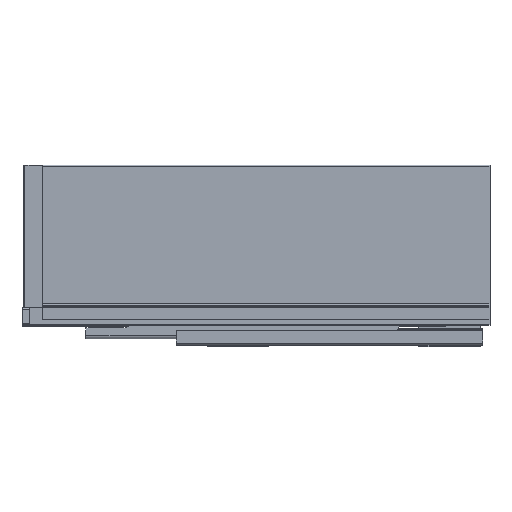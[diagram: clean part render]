
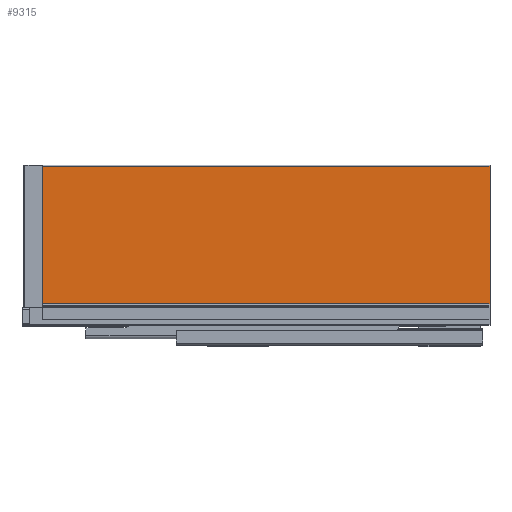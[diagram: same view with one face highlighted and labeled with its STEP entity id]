
A CAD part, top view. The second image highlights one B-rep face of the part: STEP entity #9315.
In plain terms, the highlighted planar face has unit normal (0, 0, 1).
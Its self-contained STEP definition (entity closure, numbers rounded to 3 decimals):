
#45 = EDGE_CURVE ( 'NONE', #949, #9396, #2444, .T. ) ;
#355 = DIRECTION ( 'NONE',  ( 0., 0., 1. ) ) ;
#776 = CARTESIAN_POINT ( 'NONE',  ( 0., 167., 14. ) ) ;
#949 = VERTEX_POINT ( 'NONE', #4275 ) ;
#1088 = FACE_OUTER_BOUND ( 'NONE', #1901, .T. ) ;
#1279 = CARTESIAN_POINT ( 'NONE',  ( -475.5, 20.5, 14. ) ) ;
#1341 = CARTESIAN_POINT ( 'NONE',  ( -475.5, 167., 14. ) ) ;
#1367 = AXIS2_PLACEMENT_3D ( 'NONE', #7062, #355, #3239 ) ;
#1402 = VECTOR ( 'NONE', #3774, 1000. ) ;
#1901 = EDGE_LOOP ( 'NONE', ( #4862, #4950, #7264, #1907 ) ) ;
#1907 = ORIENTED_EDGE ( 'NONE', *, *, #45, .F. ) ;
#1989 = LINE ( 'NONE', #2046, #5266 ) ;
#2046 = CARTESIAN_POINT ( 'NONE',  ( 0., 20.5, 14. ) ) ;
#2444 = LINE ( 'NONE', #776, #6993 ) ;
#2452 = PLANE ( 'NONE',  #1367 ) ;
#2756 = CARTESIAN_POINT ( 'NONE',  ( 0., 20.5, 14. ) ) ;
#2908 = LINE ( 'NONE', #7496, #1402 ) ;
#3239 = DIRECTION ( 'NONE',  ( 0., -1., 0. ) ) ;
#3260 = VECTOR ( 'NONE', #3296, 1000. ) ;
#3296 = DIRECTION ( 'NONE',  ( 0., -1., 0. ) ) ;
#3351 = LINE ( 'NONE', #9364, #3260 ) ;
#3774 = DIRECTION ( 'NONE',  ( 1., 0., 0. ) ) ;
#4275 = CARTESIAN_POINT ( 'NONE',  ( 0., 167., 14. ) ) ;
#4624 = EDGE_CURVE ( 'NONE', #8108, #9396, #1989, .T. ) ;
#4862 = ORIENTED_EDGE ( 'NONE', *, *, #9108, .F. ) ;
#4950 = ORIENTED_EDGE ( 'NONE', *, *, #4992, .T. ) ;
#4992 = EDGE_CURVE ( 'NONE', #7344, #8108, #3351, .T. ) ;
#5266 = VECTOR ( 'NONE', #5609, 1000. ) ;
#5609 = DIRECTION ( 'NONE',  ( 1., 0., 0. ) ) ;
#6111 = DIRECTION ( 'NONE',  ( 0., -1., 0. ) ) ;
#6993 = VECTOR ( 'NONE', #6111, 1000. ) ;
#7062 = CARTESIAN_POINT ( 'NONE',  ( -492., 167., 14. ) ) ;
#7264 = ORIENTED_EDGE ( 'NONE', *, *, #4624, .T. ) ;
#7344 = VERTEX_POINT ( 'NONE', #1341 ) ;
#7496 = CARTESIAN_POINT ( 'NONE',  ( -492., 167., 14. ) ) ;
#8108 = VERTEX_POINT ( 'NONE', #1279 ) ;
#9108 = EDGE_CURVE ( 'NONE', #7344, #949, #2908, .T. ) ;
#9315 = ADVANCED_FACE ( 'NONE', ( #1088 ), #2452, .T. ) ;
#9364 = CARTESIAN_POINT ( 'NONE',  ( -475.5, 167., 14. ) ) ;
#9396 = VERTEX_POINT ( 'NONE', #2756 ) ;
